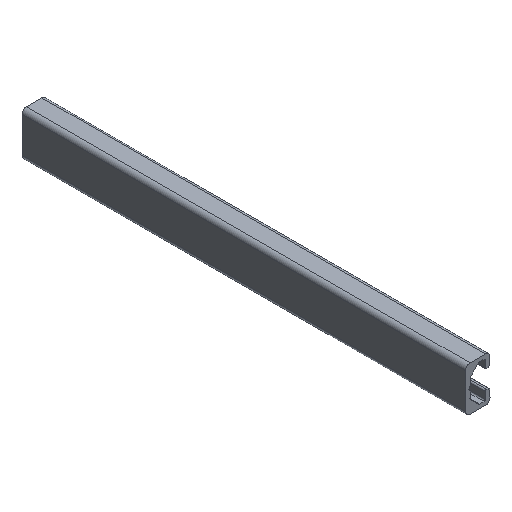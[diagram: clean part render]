
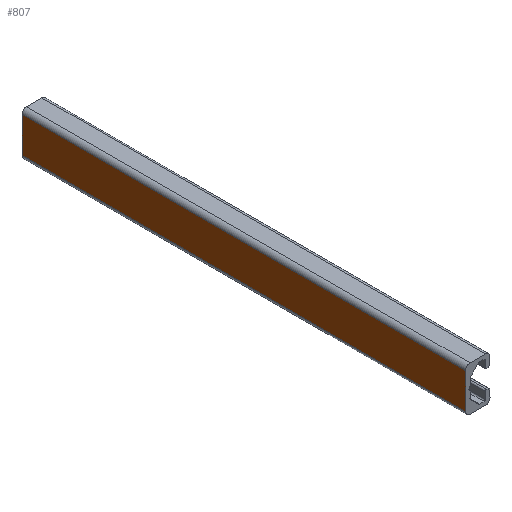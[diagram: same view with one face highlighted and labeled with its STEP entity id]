
A CAD part, isometric view. The second image highlights one B-rep face of the part: STEP entity #807.
In plain terms, the highlighted planar face has unit normal (-1, 0, 0).
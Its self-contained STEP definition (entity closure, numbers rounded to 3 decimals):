
#27=PLANE('',#875);
#62=FACE_OUTER_BOUND('',#104,.T.);
#104=EDGE_LOOP('',(#620,#621,#622,#623));
#170=LINE('',#1297,#252);
#171=LINE('',#1301,#253);
#172=LINE('',#1303,#254);
#173=LINE('',#1304,#255);
#252=VECTOR('',#1051,200.);
#253=VECTOR('',#1056,16.);
#254=VECTOR('',#1057,200.);
#255=VECTOR('',#1058,16.);
#372=VERTEX_POINT('',#1294);
#373=VERTEX_POINT('',#1296);
#374=VERTEX_POINT('',#1300);
#375=VERTEX_POINT('',#1302);
#475=EDGE_CURVE('',#372,#373,#170,.T.);
#477=EDGE_CURVE('',#372,#374,#171,.T.);
#478=EDGE_CURVE('',#374,#375,#172,.T.);
#479=EDGE_CURVE('',#373,#375,#173,.T.);
#620=ORIENTED_EDGE('',*,*,#477,.T.);
#621=ORIENTED_EDGE('',*,*,#478,.T.);
#622=ORIENTED_EDGE('',*,*,#479,.F.);
#623=ORIENTED_EDGE('',*,*,#475,.F.);
#807=ADVANCED_FACE('',(#62),#27,.T.);
#875=AXIS2_PLACEMENT_3D('',#1299,#1054,#1055);
#1051=DIRECTION('',(0.,-1.,0.));
#1054=DIRECTION('center_axis',(-1.,0.,0.));
#1055=DIRECTION('ref_axis',(0.,0.,1.));
#1056=DIRECTION('',(0.,0.,-1.));
#1057=DIRECTION('',(0.,-1.,0.));
#1058=DIRECTION('',(0.,0.,-1.));
#1294=CARTESIAN_POINT('',(-5.5,200.,8.));
#1296=CARTESIAN_POINT('',(-5.5,0.,8.));
#1297=CARTESIAN_POINT('',(-5.5,0.,8.));
#1299=CARTESIAN_POINT('Origin',(-5.5,0.,-8.));
#1300=CARTESIAN_POINT('',(-5.5,200.,-8.));
#1301=CARTESIAN_POINT('',(-5.5,200.,-4.));
#1302=CARTESIAN_POINT('',(-5.5,0.,-8.));
#1303=CARTESIAN_POINT('',(-5.5,0.,-8.));
#1304=CARTESIAN_POINT('',(-5.5,0.,-4.));
